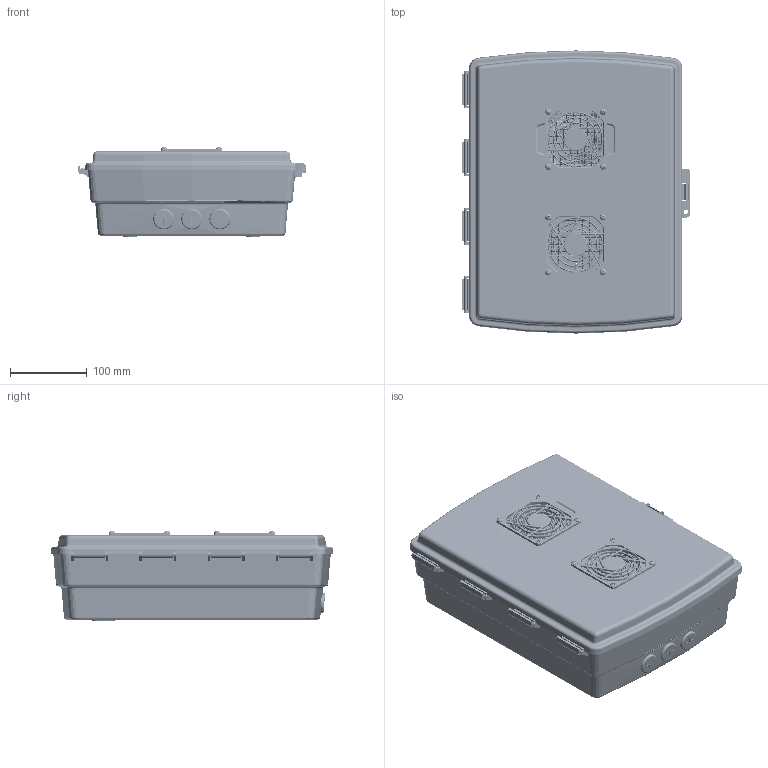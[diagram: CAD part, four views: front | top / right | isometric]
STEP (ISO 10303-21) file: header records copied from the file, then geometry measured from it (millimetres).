
FILE_DESCRIPTION (( 'STEP AP214' ), '1' );
FILE_NAME ('NBP141004-40F_3D.step', '2025-10-23T15:25:04', ( '' ), ( '' ), 'SwSTEP 2.0', 'SolidWorks 2025', '' );
FILE_SCHEMA (( 'AUTOMOTIVE_DESIGN' ));
Length unit declared in the file: inch
Products named in the file (18): NBP141004_PanelScrew; HYP311; Fan Screen-All Wires-80x80 ALUM; Fan-80x80x25; NBP141004_Box; NBP141004-40F_3D; NBP141004_Velcro tape; NBP141004_400_Panel; NBP141004_Lid-Vented; XFW-0026; XFS-0075; XMH-0049; XFN-0026; XFS-0076; XFN-0027; NBP141004_LowerPlate; NBP141004_outletScrew; NBP141004_ConduitGrommit
Assembly tree (37 placements, depth 2):
  NBP141004-40F_3D
    NBP141004_Box
    NBP141004_Lid-Vented
    NBP141004_ConduitGrommit  x3
    NBP141004_LowerPlate
    NBP141004_400_Panel
    NBP141004_Velcro tape  x2
    Fan Screen-All Wires-80x80 ALUM  x2
    NBP141004_PanelScrew  x3
    NBP141004_outletScrew
    XFN-0026  x8
    HYP311
    XFW-0026
    XFN-0027
    Fan-80x80x25
    XMH-0049  x2
    XFS-0076  x4
    XFS-0075  x4
Bounding box: 297.1 x 369 x 117.52 mm (x, y, z)
Volume: 1145563.7 mm3; surface area: 872661.6 mm2
Topology: 224 solids, 224 shells, 5299 faces, 11948 edges, 7178 vertices
Faces by surface type: cylinder 1702, cone 1694, plane 1413, torus 336, bspline 110, sphere 44
Entity records: 98101 total; most frequent: CARTESIAN_POINT 27252, DIRECTION 14742, ORIENTED_EDGE 13942, EDGE_CURVE 6971, AXIS2_PLACEMENT_3D 5798, VERTEX_POINT 4335, EDGE_LOOP 3466, VECTOR 3146
